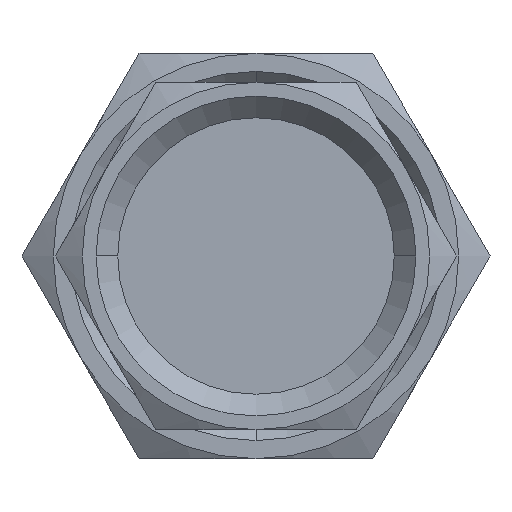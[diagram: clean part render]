
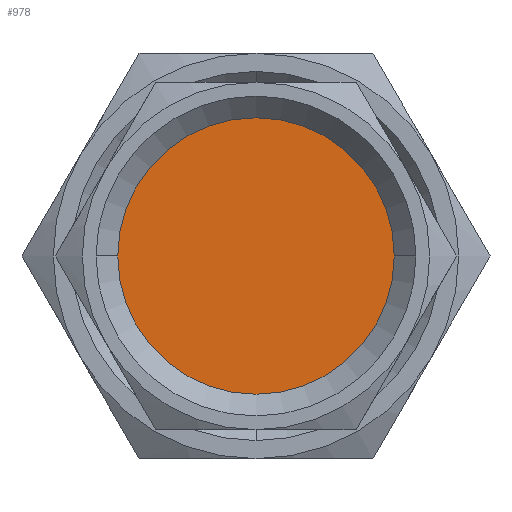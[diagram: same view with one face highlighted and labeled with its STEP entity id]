
A CAD part, front view. The second image highlights one B-rep face of the part: STEP entity #978.
In plain terms, the highlighted planar face has unit normal (0, -1, 0).
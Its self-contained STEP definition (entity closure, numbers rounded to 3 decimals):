
#68 = ORIENTED_EDGE ( 'NONE', *, *, #1631, .F. ) ;
#69 = ORIENTED_EDGE ( 'NONE', *, *, #696, .F. ) ;
#138 = CIRCLE ( 'NONE', #789, 9.55 ) ;
#296 = CIRCLE ( 'NONE', #2163, 9.55 ) ;
#546 = PLANE ( 'NONE',  #2074 ) ;
#554 = CARTESIAN_POINT ( 'NONE',  ( 0., 2.293, 0. ) ) ;
#555 = DIRECTION ( 'NONE',  ( 0., 1., 0. ) ) ;
#556 = DIRECTION ( 'NONE',  ( 0., 0., 1. ) ) ;
#647 = EDGE_LOOP ( 'NONE', ( #68, #69 ) ) ;
#696 = EDGE_CURVE ( 'NONE', #1721, #1719, #138, .T. ) ;
#789 = AXIS2_PLACEMENT_3D ( 'NONE', #1304, #1303, #1302 ) ;
#978 = ADVANCED_FACE ( 'NONE', ( #1041 ), #546, .F. ) ;
#1041 = FACE_OUTER_BOUND ( 'NONE', #647, .T. ) ;
#1302 = DIRECTION ( 'NONE',  ( 0., 0., 1. ) ) ;
#1303 = DIRECTION ( 'NONE',  ( 0., 1., 0. ) ) ;
#1304 = CARTESIAN_POINT ( 'NONE',  ( 0., 2.293, 0. ) ) ;
#1631 = EDGE_CURVE ( 'NONE', #1719, #1721, #296, .T. ) ;
#1719 = VERTEX_POINT ( 'NONE', #2417 ) ;
#1721 = VERTEX_POINT ( 'NONE', #2418 ) ;
#2074 = AXIS2_PLACEMENT_3D ( 'NONE', #554, #555, #556 ) ;
#2163 = AXIS2_PLACEMENT_3D ( 'NONE', #2406, #2407, #2408 ) ;
#2406 = CARTESIAN_POINT ( 'NONE',  ( 0., 2.293, 0. ) ) ;
#2407 = DIRECTION ( 'NONE',  ( 0., 1., 0. ) ) ;
#2408 = DIRECTION ( 'NONE',  ( 0., 0., 1. ) ) ;
#2417 = CARTESIAN_POINT ( 'NONE',  ( 9.55, 2.293, 0. ) ) ;
#2418 = CARTESIAN_POINT ( 'NONE',  ( -9.55, 2.293, 0. ) ) ;
